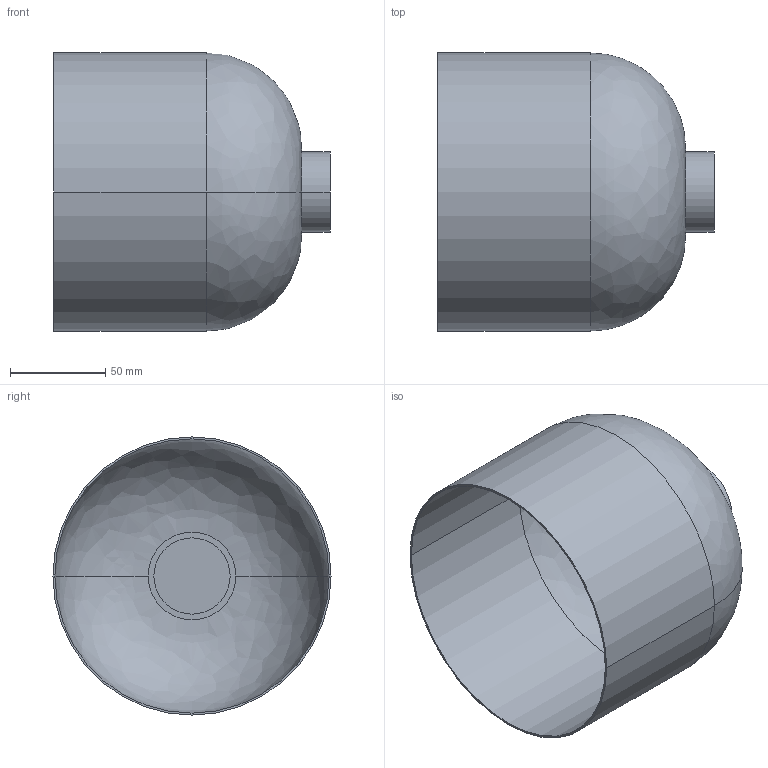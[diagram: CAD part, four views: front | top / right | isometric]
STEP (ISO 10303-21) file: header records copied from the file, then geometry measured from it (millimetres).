
FILE_DESCRIPTION((''),'2;1');
FILE_NAME('MAIN_BODY_BACK','2008-09-05T',('mmeadows'),(''),'PRO/ENGINEER BY PARAMETRIC TECHNOLOGY CORPORATION, 2008340','PRO/ENGINEER BY PARAMETRIC TECHNOLOGY CORPORATION, 2008340','');
FILE_SCHEMA(('AUTOMOTIVE_DESIGN { 1 0 10303 214 1 1 1 1 }'));
Length unit declared in the file: centimetre
Products named in the file (1): MAIN_BODY_BACK
Bounding box: 145 x 146 x 146 mm (x, y, z)
Volume: 68993.9 mm3; surface area: 134724.9 mm2
Topology: 1 solids, 1 shells, 20 faces, 41 edges, 32 vertices
Faces by surface type: cylinder 10, plane 6, bspline 4
Entity records: 843 total; most frequent: CARTESIAN_POINT 202, DIRECTION 113, ORIENTED_EDGE 76, AXIS2_PLACEMENT_3D 50, PRESENTATION_STYLE_ASSIGNMENT 45, STYLED_ITEM 45, CURVE_STYLE 44, EDGE_CURVE 38
